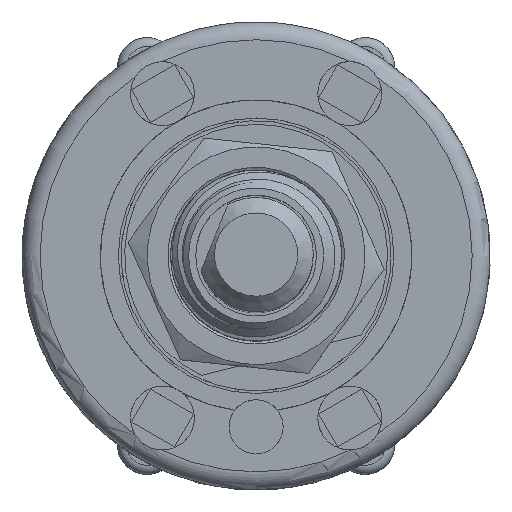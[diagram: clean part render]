
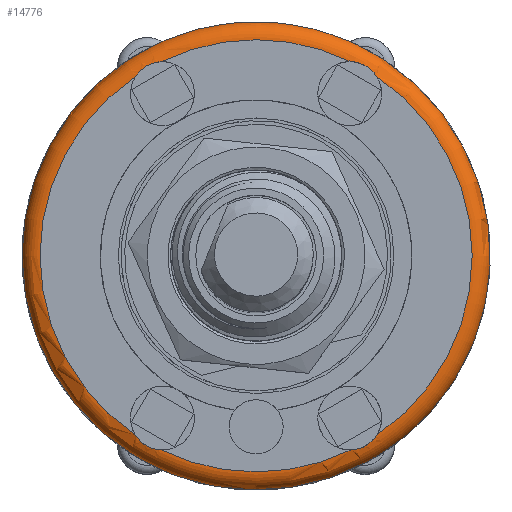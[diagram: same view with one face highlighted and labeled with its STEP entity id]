
A CAD part, top view. The second image highlights one B-rep face of the part: STEP entity #14776.
In plain terms, the highlighted toroidal (fillet/blend) face has major radius 12 mm and minor radius 1 mm.
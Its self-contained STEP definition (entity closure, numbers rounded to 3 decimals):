
#43=TOROIDAL_SURFACE('',#15458,12.,1.);
#2423=B_SPLINE_CURVE_WITH_KNOTS('',3,(#21861,#21862,#21863,#21864,#21865,
#21866,#21867,#21868,#21869,#21870,#21871),.UNSPECIFIED.,.F.,.F.,(4,1,1,
1,1,1,1,1,4),(0.,0.125,0.25,0.375,0.5,0.625,0.75,0.875,1.),
 .UNSPECIFIED.);
#2424=B_SPLINE_CURVE_WITH_KNOTS('',3,(#21872,#21873,#21874,#21875,#21876,
#21877,#21878,#21879,#21880,#21881,#21882),.UNSPECIFIED.,.F.,.F.,(4,1,1,
1,1,1,1,1,4),(0.,0.125,0.25,0.375,0.5,0.625,0.75,0.875,1.),
 .UNSPECIFIED.);
#2425=B_SPLINE_CURVE_WITH_KNOTS('',3,(#21883,#21884,#21885,#21886,#21887,
#21888,#21889,#21890,#21891,#21892,#21893),.UNSPECIFIED.,.F.,.F.,(4,1,1,
1,1,1,1,1,4),(0.,0.125,0.25,0.375,0.5,0.625,0.75,0.875,1.),
 .UNSPECIFIED.);
#2426=B_SPLINE_CURVE_WITH_KNOTS('',3,(#21894,#21895,#21896,#21897,#21898,
#21899,#21900,#21901,#21902,#21903,#21904),.UNSPECIFIED.,.F.,.F.,(4,1,1,
1,1,1,1,1,4),(0.,0.125,0.25,0.375,0.5,0.625,0.75,0.875,1.),
 .UNSPECIFIED.);
#2739=ORIENTED_EDGE('',*,*,#5825,.T.);
#2740=ORIENTED_EDGE('',*,*,#5771,.T.);
#2741=ORIENTED_EDGE('',*,*,#5826,.T.);
#2742=ORIENTED_EDGE('',*,*,#5779,.T.);
#2743=ORIENTED_EDGE('',*,*,#5827,.T.);
#2744=ORIENTED_EDGE('',*,*,#5774,.T.);
#2745=ORIENTED_EDGE('',*,*,#5828,.T.);
#2746=ORIENTED_EDGE('',*,*,#5767,.T.);
#2747=ORIENTED_EDGE('',*,*,#5829,.T.);
#5767=EDGE_CURVE('',#7325,#7324,#8321,.T.);
#5771=EDGE_CURVE('',#7327,#7326,#8325,.T.);
#5774=EDGE_CURVE('',#7329,#7328,#8328,.T.);
#5779=EDGE_CURVE('',#7330,#7331,#8333,.T.);
#5825=EDGE_CURVE('',#7374,#7374,#8361,.T.);
#5826=EDGE_CURVE('',#7326,#7330,#2423,.F.);
#5827=EDGE_CURVE('',#7331,#7329,#2424,.F.);
#5828=EDGE_CURVE('',#7328,#7325,#2425,.F.);
#5829=EDGE_CURVE('',#7324,#7327,#2426,.F.);
#7324=VERTEX_POINT('',#21706);
#7325=VERTEX_POINT('',#21708);
#7326=VERTEX_POINT('',#21714);
#7327=VERTEX_POINT('',#21716);
#7328=VERTEX_POINT('',#21720);
#7329=VERTEX_POINT('',#21722);
#7330=VERTEX_POINT('',#21728);
#7331=VERTEX_POINT('',#21730);
#7374=VERTEX_POINT('',#21860);
#8321=CIRCLE('',#15398,12.);
#8325=CIRCLE('',#15404,12.);
#8328=CIRCLE('',#15408,12.);
#8333=CIRCLE('',#15415,12.);
#8361=CIRCLE('',#15459,13.);
#8682=EDGE_LOOP('',(#2739));
#8683=EDGE_LOOP('',(#2740,#2741,#2742,#2743,#2744,#2745,#2746,#2747));
#9392=FACE_BOUND('',#8682,.T.);
#9393=FACE_BOUND('',#8683,.T.);
#14776=ADVANCED_FACE('',(#9392,#9393),#43,.T.);
#15398=AXIS2_PLACEMENT_3D('',#21707,#16394,#16395);
#15404=AXIS2_PLACEMENT_3D('',#21715,#16406,#16407);
#15408=AXIS2_PLACEMENT_3D('',#21721,#16414,#16415);
#15415=AXIS2_PLACEMENT_3D('',#21731,#16428,#16429);
#15458=AXIS2_PLACEMENT_3D('',#21858,#16526,#16527);
#15459=AXIS2_PLACEMENT_3D('',#21859,#16528,#16529);
#16394=DIRECTION('',(0.,0.,-1.));
#16395=DIRECTION('',(-1.,0.,0.));
#16406=DIRECTION('',(0.,0.,-1.));
#16407=DIRECTION('',(-1.,0.,0.));
#16414=DIRECTION('',(0.,0.,-1.));
#16415=DIRECTION('',(-1.,0.,0.));
#16428=DIRECTION('',(0.,0.,-1.));
#16429=DIRECTION('',(-1.,0.,0.));
#16526=DIRECTION('',(0.,0.,-1.));
#16527=DIRECTION('',(-1.,0.,0.));
#16528=DIRECTION('',(0.,0.,1.));
#16529=DIRECTION('',(-1.,0.,0.));
#21706=CARTESIAN_POINT('',(-5.271,-10.78,10.5));
#21707=CARTESIAN_POINT('',(0.,0.,10.5));
#21708=CARTESIAN_POINT('',(5.271,-10.78,10.5));
#21714=CARTESIAN_POINT('',(-6.7,9.955,10.5));
#21715=CARTESIAN_POINT('',(0.,0.,10.5));
#21716=CARTESIAN_POINT('',(-6.7,-9.955,10.5));
#21720=CARTESIAN_POINT('',(6.7,-9.955,10.5));
#21721=CARTESIAN_POINT('',(0.,0.,10.5));
#21722=CARTESIAN_POINT('',(6.7,9.955,10.5));
#21728=CARTESIAN_POINT('',(-5.271,10.78,10.5));
#21730=CARTESIAN_POINT('',(5.271,10.78,10.5));
#21731=CARTESIAN_POINT('',(0.,0.,10.5));
#21858=CARTESIAN_POINT('',(0.,0.,9.5));
#21859=CARTESIAN_POINT('',(0.,0.,9.5));
#21860=CARTESIAN_POINT('',(-13.,0.,9.5));
#21861=CARTESIAN_POINT('',(-5.271,10.78,10.5));
#21862=CARTESIAN_POINT('',(-5.32,10.778,10.5));
#21863=CARTESIAN_POINT('',(-5.436,10.771,10.499));
#21864=CARTESIAN_POINT('',(-5.696,10.719,10.492));
#21865=CARTESIAN_POINT('',(-5.947,10.622,10.486));
#21866=CARTESIAN_POINT('',(-6.088,10.545,10.484));
#21867=CARTESIAN_POINT('',(-6.224,10.462,10.486));
#21868=CARTESIAN_POINT('',(-6.434,10.293,10.492));
#21869=CARTESIAN_POINT('',(-6.609,10.093,10.499));
#21870=CARTESIAN_POINT('',(-6.675,9.996,10.5));
#21871=CARTESIAN_POINT('',(-6.7,9.955,10.5));
#21872=CARTESIAN_POINT('',(6.7,9.955,10.5));
#21873=CARTESIAN_POINT('',(6.675,9.996,10.5));
#21874=CARTESIAN_POINT('',(6.61,10.093,10.499));
#21875=CARTESIAN_POINT('',(6.435,10.293,10.492));
#21876=CARTESIAN_POINT('',(6.225,10.461,10.486));
#21877=CARTESIAN_POINT('',(6.089,10.545,10.484));
#21878=CARTESIAN_POINT('',(5.948,10.621,10.486));
#21879=CARTESIAN_POINT('',(5.697,10.719,10.492));
#21880=CARTESIAN_POINT('',(5.436,10.771,10.499));
#21881=CARTESIAN_POINT('',(5.32,10.778,10.5));
#21882=CARTESIAN_POINT('',(5.271,10.78,10.5));
#21883=CARTESIAN_POINT('',(5.271,-10.78,10.5));
#21884=CARTESIAN_POINT('',(5.32,-10.778,10.5));
#21885=CARTESIAN_POINT('',(5.436,-10.771,10.499));
#21886=CARTESIAN_POINT('',(5.696,-10.719,10.492));
#21887=CARTESIAN_POINT('',(5.947,-10.622,10.486));
#21888=CARTESIAN_POINT('',(6.088,-10.545,10.484));
#21889=CARTESIAN_POINT('',(6.224,-10.462,10.486));
#21890=CARTESIAN_POINT('',(6.434,-10.293,10.492));
#21891=CARTESIAN_POINT('',(6.609,-10.093,10.499));
#21892=CARTESIAN_POINT('',(6.675,-9.996,10.5));
#21893=CARTESIAN_POINT('',(6.7,-9.955,10.5));
#21894=CARTESIAN_POINT('',(-6.7,-9.955,10.5));
#21895=CARTESIAN_POINT('',(-6.675,-9.996,10.5));
#21896=CARTESIAN_POINT('',(-6.61,-10.093,10.499));
#21897=CARTESIAN_POINT('',(-6.435,-10.293,10.492));
#21898=CARTESIAN_POINT('',(-6.225,-10.461,10.486));
#21899=CARTESIAN_POINT('',(-6.089,-10.545,10.484));
#21900=CARTESIAN_POINT('',(-5.948,-10.621,10.486));
#21901=CARTESIAN_POINT('',(-5.697,-10.719,10.492));
#21902=CARTESIAN_POINT('',(-5.436,-10.771,10.499));
#21903=CARTESIAN_POINT('',(-5.32,-10.778,10.5));
#21904=CARTESIAN_POINT('',(-5.271,-10.78,10.5));
